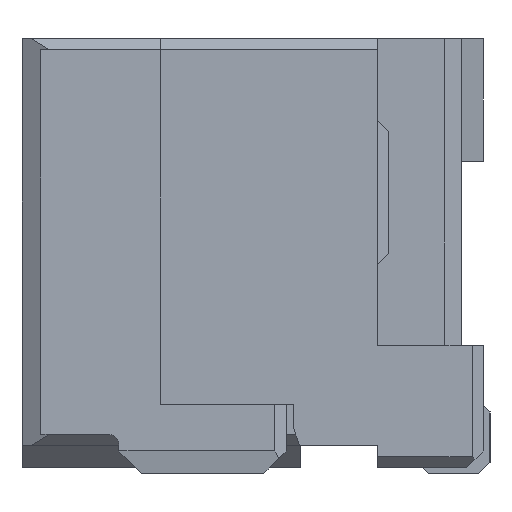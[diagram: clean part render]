
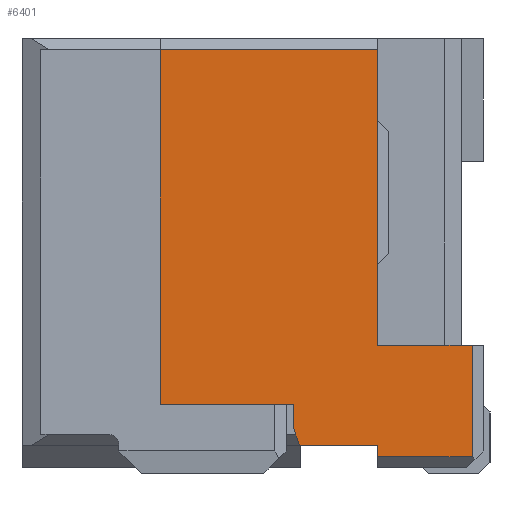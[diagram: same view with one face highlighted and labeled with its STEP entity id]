
A CAD part, left-side view. The second image highlights one B-rep face of the part: STEP entity #6401.
In plain terms, the highlighted planar face has unit normal (-1, 0, 0).
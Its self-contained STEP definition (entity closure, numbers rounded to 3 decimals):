
#122=FACE_OUTER_BOUND('',#461,.T.);
#461=EDGE_LOOP('',(#4193,#4194,#4195,#4196,#4197,#4198,#4199,#4200,#4201,
#4202,#4203));
#805=LINE('',#8882,#1698);
#817=LINE('',#8904,#1710);
#818=LINE('',#8908,#1711);
#819=LINE('',#8910,#1712);
#820=LINE('',#8911,#1713);
#821=LINE('',#8913,#1714);
#822=LINE('',#8915,#1715);
#823=LINE('',#8917,#1716);
#824=LINE('',#8919,#1717);
#825=LINE('',#8921,#1718);
#826=LINE('',#8922,#1719);
#1698=VECTOR('',#7168,3.18);
#1710=VECTOR('',#7182,1.2);
#1711=VECTOR('',#7185,0.85);
#1712=VECTOR('',#7186,2.65);
#1713=VECTOR('',#7187,1.95);
#1714=VECTOR('',#7188,0.22);
#1715=VECTOR('',#7189,0.158);
#1716=VECTOR('',#7190,0.7);
#1717=VECTOR('',#7191,0.1);
#1718=VECTOR('',#7192,0.85);
#1719=VECTOR('',#7193,1.);
#2591=VERTEX_POINT('',#8879);
#2592=VERTEX_POINT('',#8881);
#2601=VERTEX_POINT('',#8902);
#2602=VERTEX_POINT('',#8906);
#2603=VERTEX_POINT('',#8907);
#2604=VERTEX_POINT('',#8909);
#2605=VERTEX_POINT('',#8912);
#2606=VERTEX_POINT('',#8914);
#2607=VERTEX_POINT('',#8916);
#2608=VERTEX_POINT('',#8918);
#2609=VERTEX_POINT('',#8920);
#3217=EDGE_CURVE('',#2592,#2591,#805,.T.);
#3229=EDGE_CURVE('',#2601,#2591,#817,.T.);
#3230=EDGE_CURVE('',#2602,#2603,#818,.T.);
#3231=EDGE_CURVE('',#2604,#2602,#819,.T.);
#3232=EDGE_CURVE('',#2592,#2604,#820,.T.);
#3233=EDGE_CURVE('',#2601,#2605,#821,.T.);
#3234=EDGE_CURVE('',#2605,#2606,#822,.T.);
#3235=EDGE_CURVE('',#2607,#2606,#823,.T.);
#3236=EDGE_CURVE('',#2607,#2608,#824,.T.);
#3237=EDGE_CURVE('',#2608,#2609,#825,.T.);
#3238=EDGE_CURVE('',#2609,#2603,#826,.T.);
#4193=ORIENTED_EDGE('',*,*,#3230,.F.);
#4194=ORIENTED_EDGE('',*,*,#3231,.F.);
#4195=ORIENTED_EDGE('',*,*,#3232,.F.);
#4196=ORIENTED_EDGE('',*,*,#3217,.T.);
#4197=ORIENTED_EDGE('',*,*,#3229,.F.);
#4198=ORIENTED_EDGE('',*,*,#3233,.T.);
#4199=ORIENTED_EDGE('',*,*,#3234,.T.);
#4200=ORIENTED_EDGE('',*,*,#3235,.F.);
#4201=ORIENTED_EDGE('',*,*,#3236,.T.);
#4202=ORIENTED_EDGE('',*,*,#3237,.T.);
#4203=ORIENTED_EDGE('',*,*,#3238,.T.);
#6097=PLANE('',#6754);
#6401=ADVANCED_FACE('',(#122),#6097,.T.);
#6754=AXIS2_PLACEMENT_3D('',#8905,#7183,#7184);
#7168=DIRECTION('',(0.,0.,-1.));
#7182=DIRECTION('',(0.,1.,0.));
#7183=DIRECTION('center_axis',(-1.,0.,0.));
#7184=DIRECTION('ref_axis',(0.,-1.,0.));
#7185=DIRECTION('',(0.,-1.,0.));
#7186=DIRECTION('',(0.,0.,-1.));
#7187=DIRECTION('',(0.,-1.,0.));
#7188=DIRECTION('',(0.,0.,-1.));
#7189=DIRECTION('',(0.,-0.316,-0.949));
#7190=DIRECTION('',(0.,1.,0.));
#7191=DIRECTION('',(0.,0.,-1.));
#7192=DIRECTION('',(0.,-1.,0.));
#7193=DIRECTION('',(0.,0.,1.));
#8879=CARTESIAN_POINT('',(-8.5,2.635,0.62));
#8881=CARTESIAN_POINT('',(-8.5,2.635,3.8));
#8882=CARTESIAN_POINT('',(-8.5,2.635,3.8));
#8902=CARTESIAN_POINT('',(-8.5,1.435,0.62));
#8904=CARTESIAN_POINT('',(-8.5,1.435,0.62));
#8905=CARTESIAN_POINT('Origin',(-8.5,1.66,2.485));
#8906=CARTESIAN_POINT('',(-8.5,0.685,1.15));
#8907=CARTESIAN_POINT('',(-8.5,-0.165,1.15));
#8908=CARTESIAN_POINT('',(-8.5,0.685,1.15));
#8909=CARTESIAN_POINT('',(-8.5,0.685,3.8));
#8910=CARTESIAN_POINT('',(-8.5,0.685,3.8));
#8911=CARTESIAN_POINT('',(-8.5,2.635,3.8));
#8912=CARTESIAN_POINT('',(-8.5,1.435,0.4));
#8913=CARTESIAN_POINT('',(-8.5,1.435,0.62));
#8914=CARTESIAN_POINT('',(-8.5,1.385,0.25));
#8915=CARTESIAN_POINT('',(-8.5,1.435,0.4));
#8916=CARTESIAN_POINT('',(-8.5,0.685,0.25));
#8917=CARTESIAN_POINT('',(-8.5,0.685,0.25));
#8918=CARTESIAN_POINT('',(-8.5,0.685,0.15));
#8919=CARTESIAN_POINT('',(-8.5,0.685,0.25));
#8920=CARTESIAN_POINT('',(-8.5,-0.165,0.15));
#8921=CARTESIAN_POINT('',(-8.5,0.685,0.15));
#8922=CARTESIAN_POINT('',(-8.5,-0.165,0.15));
